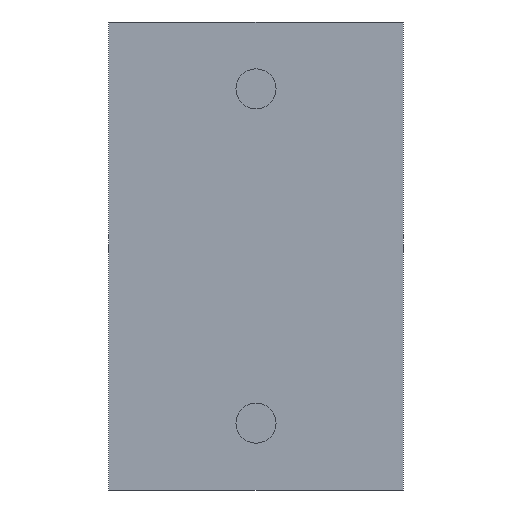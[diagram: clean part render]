
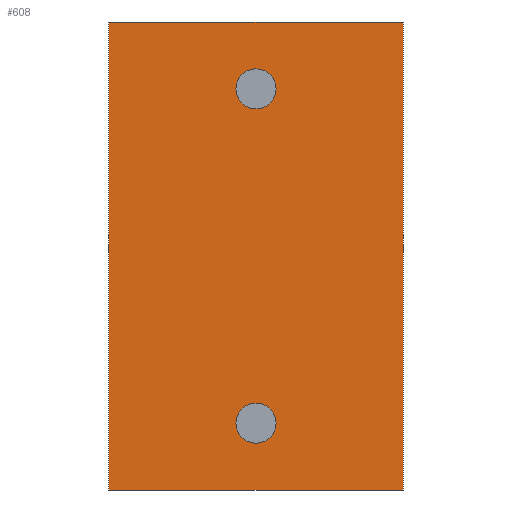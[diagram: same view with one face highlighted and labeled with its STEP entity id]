
A CAD part, front view. The second image highlights one B-rep face of the part: STEP entity #608.
In plain terms, the highlighted planar face has unit normal (0, -1, 0).
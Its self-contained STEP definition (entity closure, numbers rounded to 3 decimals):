
#19=FACE_BOUND('',#132,.T.);
#20=FACE_BOUND('',#133,.T.);
#53=PLANE('',#661);
#91=FACE_OUTER_BOUND('',#131,.T.);
#131=EDGE_LOOP('',(#566,#567,#568,#569));
#132=EDGE_LOOP('',(#570));
#133=EDGE_LOOP('',(#571));
#196=LINE('',#959,#270);
#200=LINE('',#967,#274);
#203=LINE('',#973,#277);
#206=LINE('',#978,#280);
#270=VECTOR('',#794,10.);
#274=VECTOR('',#800,10.);
#277=VECTOR('',#805,10.);
#280=VECTOR('',#810,10.);
#283=CIRCLE('',#625,1.5);
#285=CIRCLE('',#629,1.5);
#287=VERTEX_POINT('',#820);
#289=VERTEX_POINT('',#827);
#330=VERTEX_POINT('',#957);
#331=VERTEX_POINT('',#958);
#334=VERTEX_POINT('',#966);
#336=VERTEX_POINT('',#972);
#340=EDGE_CURVE('',#287,#287,#283,.T.);
#343=EDGE_CURVE('',#289,#289,#285,.T.);
#404=EDGE_CURVE('',#330,#331,#196,.T.);
#408=EDGE_CURVE('',#331,#334,#200,.T.);
#411=EDGE_CURVE('',#334,#336,#203,.T.);
#414=EDGE_CURVE('',#336,#330,#206,.T.);
#566=ORIENTED_EDGE('',*,*,#414,.T.);
#567=ORIENTED_EDGE('',*,*,#404,.T.);
#568=ORIENTED_EDGE('',*,*,#408,.T.);
#569=ORIENTED_EDGE('',*,*,#411,.T.);
#570=ORIENTED_EDGE('',*,*,#340,.T.);
#571=ORIENTED_EDGE('',*,*,#343,.T.);
#608=ADVANCED_FACE('',(#91,#19,#20),#53,.F.);
#625=AXIS2_PLACEMENT_3D('',#822,#669,#670);
#629=AXIS2_PLACEMENT_3D('',#829,#678,#679);
#661=AXIS2_PLACEMENT_3D('',#981,#814,#815);
#669=DIRECTION('center_axis',(0.,1.,0.));
#670=DIRECTION('ref_axis',(1.,0.,0.));
#678=DIRECTION('center_axis',(0.,1.,0.));
#679=DIRECTION('ref_axis',(1.,0.,0.));
#794=DIRECTION('',(0.,0.,-1.));
#800=DIRECTION('',(1.,0.,0.));
#805=DIRECTION('',(0.,0.,1.));
#810=DIRECTION('',(-1.,0.,0.));
#814=DIRECTION('center_axis',(0.,1.,0.));
#815=DIRECTION('ref_axis',(1.,0.,0.));
#820=CARTESIAN_POINT('',(-1.5,0.,-12.5));
#822=CARTESIAN_POINT('Origin',(0.,0.,-12.5));
#827=CARTESIAN_POINT('',(-1.5,0.,12.5));
#829=CARTESIAN_POINT('Origin',(0.,0.,12.5));
#957=CARTESIAN_POINT('',(-11.,0.,17.5));
#958=CARTESIAN_POINT('',(-11.,0.,-17.5));
#959=CARTESIAN_POINT('',(-11.,0.,17.5));
#966=CARTESIAN_POINT('',(11.,0.,-17.5));
#967=CARTESIAN_POINT('',(-11.,0.,-17.5));
#972=CARTESIAN_POINT('',(11.,0.,17.5));
#973=CARTESIAN_POINT('',(11.,0.,-17.5));
#978=CARTESIAN_POINT('',(11.,0.,17.5));
#981=CARTESIAN_POINT('Origin',(0.,0.,0.));
